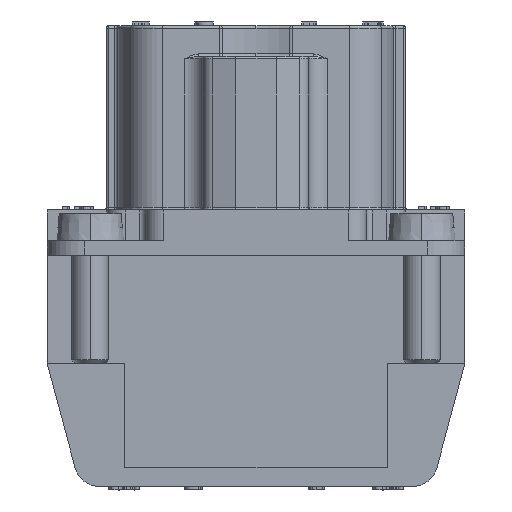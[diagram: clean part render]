
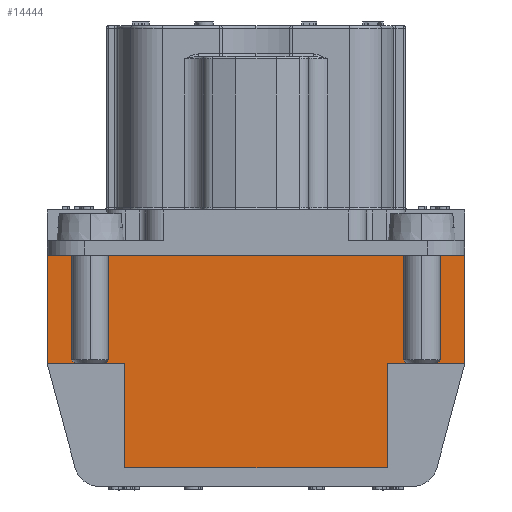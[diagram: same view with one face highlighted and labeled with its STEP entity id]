
A CAD part, left-side view. The second image highlights one B-rep face of the part: STEP entity #14444.
In plain terms, the highlighted planar face has unit normal (-1, 0, 0).
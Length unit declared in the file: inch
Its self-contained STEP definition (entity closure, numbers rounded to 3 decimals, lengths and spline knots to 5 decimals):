
#143 = CARTESIAN_POINT ( 'NONE',  ( -1.77165, -0.66929, -1.41732 ) ) ;
#334 = EDGE_CURVE ( 'NONE', #25455, #1045, #25243, .T. ) ;
#1045 = VERTEX_POINT ( 'NONE', #7455 ) ;
#1390 = DIRECTION ( 'NONE',  ( 0., 0., 1. ) ) ;
#1720 = AXIS2_PLACEMENT_3D ( 'NONE', #60312, #4659, #17950 ) ;
#4659 = DIRECTION ( 'NONE',  ( -1., 0., 0. ) ) ;
#5340 = DIRECTION ( 'NONE',  ( 0., -1., 0. ) ) ;
#6002 = EDGE_CURVE ( 'NONE', #43023, #1045, #57217, .T. ) ;
#7455 = CARTESIAN_POINT ( 'NONE',  ( -1.77165, 0.66929, -0.73622 ) ) ;
#7478 = VECTOR ( 'NONE', #27013, 39.37008 ) ;
#10042 = ORIENTED_EDGE ( 'NONE', *, *, #26089, .T. ) ;
#10804 = VERTEX_POINT ( 'NONE', #25658 ) ;
#11737 = EDGE_CURVE ( 'NONE', #51857, #61011, #13731, .T. ) ;
#12308 = VERTEX_POINT ( 'NONE', #52889 ) ;
#12811 = ORIENTED_EDGE ( 'NONE', *, *, #334, .T. ) ;
#13731 = LINE ( 'NONE', #143, #42433 ) ;
#13920 = CARTESIAN_POINT ( 'NONE',  ( -1.77165, -0.66929, -0.73622 ) ) ;
#14444 = ADVANCED_FACE ( 'NONE', ( #32825 ), #51651, .T. ) ;
#14450 = VECTOR ( 'NONE', #1390, 39.37008 ) ;
#16162 = CARTESIAN_POINT ( 'NONE',  ( -1.77165, -0.42126, -1.08268 ) ) ;
#17950 = DIRECTION ( 'NONE',  ( 0., 0., 1. ) ) ;
#18232 = EDGE_LOOP ( 'NONE', ( #36594, #18236, #12811, #21415, #39814, #10042, #26271, #44267 ) ) ;
#18236 = ORIENTED_EDGE ( 'NONE', *, *, #44497, .T. ) ;
#19247 = LINE ( 'NONE', #38752, #43020 ) ;
#21415 = ORIENTED_EDGE ( 'NONE', *, *, #6002, .F. ) ;
#21795 = EDGE_CURVE ( 'NONE', #10804, #43023, #19247, .T. ) ;
#22397 = CARTESIAN_POINT ( 'NONE',  ( -1.77165, -0.66929, -1.08268 ) ) ;
#23087 = CARTESIAN_POINT ( 'NONE',  ( -1.77165, 0.42126, -0.59055 ) ) ;
#23921 = VERTEX_POINT ( 'NONE', #16162 ) ;
#24440 = CARTESIAN_POINT ( 'NONE',  ( -1.77165, 0.66929, -0.59055 ) ) ;
#24898 = CARTESIAN_POINT ( 'NONE',  ( -1.77165, -0.66929, -0.59055 ) ) ;
#25243 = LINE ( 'NONE', #39805, #31860 ) ;
#25455 = VERTEX_POINT ( 'NONE', #13920 ) ;
#25658 = CARTESIAN_POINT ( 'NONE',  ( -1.77165, 0.42126, -1.08268 ) ) ;
#26089 = EDGE_CURVE ( 'NONE', #10804, #51857, #28034, .T. ) ;
#26271 = ORIENTED_EDGE ( 'NONE', *, *, #11737, .T. ) ;
#27013 = DIRECTION ( 'NONE',  ( 0., 0., 1. ) ) ;
#27321 = CARTESIAN_POINT ( 'NONE',  ( -1.77165, -0.42126, -1.41732 ) ) ;
#27637 = CARTESIAN_POINT ( 'NONE',  ( -1.77165, -0.42126, -0.59055 ) ) ;
#28034 = LINE ( 'NONE', #23087, #34344 ) ;
#28258 = VECTOR ( 'NONE', #31719, 39.37008 ) ;
#28857 = DIRECTION ( 'NONE',  ( 0., 1., 0. ) ) ;
#29552 = LINE ( 'NONE', #24898, #14450 ) ;
#31679 = LINE ( 'NONE', #27637, #7478 ) ;
#31719 = DIRECTION ( 'NONE',  ( 0., -1., 0. ) ) ;
#31860 = VECTOR ( 'NONE', #54003, 39.37008 ) ;
#32307 = EDGE_CURVE ( 'NONE', #23921, #12308, #44708, .T. ) ;
#32825 = FACE_OUTER_BOUND ( 'NONE', #18232, .T. ) ;
#34344 = VECTOR ( 'NONE', #41963, 39.37008 ) ;
#34662 = DIRECTION ( 'NONE',  ( 0., 0., 1. ) ) ;
#36594 = ORIENTED_EDGE ( 'NONE', *, *, #32307, .T. ) ;
#38752 = CARTESIAN_POINT ( 'NONE',  ( -1.77165, 0.66929, -1.08268 ) ) ;
#38883 = CARTESIAN_POINT ( 'NONE',  ( -1.77165, 0.42126, -1.41732 ) ) ;
#39805 = CARTESIAN_POINT ( 'NONE',  ( -1.77165, -0.66929, -0.73622 ) ) ;
#39814 = ORIENTED_EDGE ( 'NONE', *, *, #21795, .F. ) ;
#41963 = DIRECTION ( 'NONE',  ( 0., 0., -1. ) ) ;
#42433 = VECTOR ( 'NONE', #5340, 39.37008 ) ;
#43020 = VECTOR ( 'NONE', #28857, 39.37008 ) ;
#43023 = VERTEX_POINT ( 'NONE', #54401 ) ;
#44267 = ORIENTED_EDGE ( 'NONE', *, *, #52546, .T. ) ;
#44497 = EDGE_CURVE ( 'NONE', #12308, #25455, #29552, .T. ) ;
#44708 = LINE ( 'NONE', #22397, #28258 ) ;
#51651 = PLANE ( 'NONE',  #1720 ) ;
#51857 = VERTEX_POINT ( 'NONE', #38883 ) ;
#52546 = EDGE_CURVE ( 'NONE', #61011, #23921, #31679, .T. ) ;
#52889 = CARTESIAN_POINT ( 'NONE',  ( -1.77165, -0.66929, -1.08268 ) ) ;
#54003 = DIRECTION ( 'NONE',  ( 0., 1., 0. ) ) ;
#54401 = CARTESIAN_POINT ( 'NONE',  ( -1.77165, 0.66929, -1.08268 ) ) ;
#56881 = VECTOR ( 'NONE', #34662, 39.37008 ) ;
#57217 = LINE ( 'NONE', #24440, #56881 ) ;
#60312 = CARTESIAN_POINT ( 'NONE',  ( -1.77165, -0.66929, -0.59055 ) ) ;
#61011 = VERTEX_POINT ( 'NONE', #27321 ) ;
